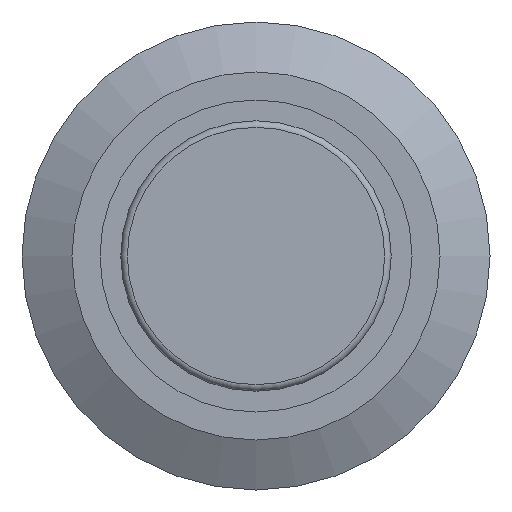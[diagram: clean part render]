
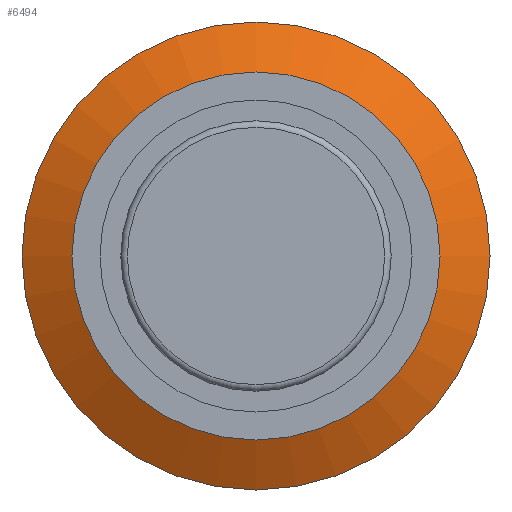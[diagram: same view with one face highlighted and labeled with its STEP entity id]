
A CAD part, left-side view. The second image highlights one B-rep face of the part: STEP entity #6494.
In plain terms, the highlighted conical face has half-angle 62.5 degrees and reference radius 8.04 mm.
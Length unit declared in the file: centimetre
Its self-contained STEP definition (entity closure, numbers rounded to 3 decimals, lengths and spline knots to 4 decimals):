
#26=CONICAL_SURFACE('',#6883,0.804,1.091);
#414=CIRCLE('',#6875,0.9);
#415=CIRCLE('',#6876,0.9);
#418=CIRCLE('',#6881,0.7079);
#768=FACE_OUTER_BOUND('',#1171,.T.);
#1171=EDGE_LOOP('',(#5863,#5864,#5865,#5866,#5867));
#1861=LINE('',#11196,#2539);
#2539=VECTOR('',#8302,0.804);
#3138=VERTEX_POINT('',#11180);
#3139=VERTEX_POINT('',#11181);
#3142=VERTEX_POINT('',#11191);
#4048=EDGE_CURVE('',#3138,#3139,#414,.T.);
#4049=EDGE_CURVE('',#3139,#3138,#415,.T.);
#4053=EDGE_CURVE('',#3142,#3142,#418,.T.);
#4055=EDGE_CURVE('',#3142,#3139,#1861,.T.);
#5863=ORIENTED_EDGE('',*,*,#4053,.F.);
#5864=ORIENTED_EDGE('',*,*,#4055,.T.);
#5865=ORIENTED_EDGE('',*,*,#4048,.F.);
#5866=ORIENTED_EDGE('',*,*,#4049,.F.);
#5867=ORIENTED_EDGE('',*,*,#4055,.F.);
#6494=ADVANCED_FACE('',(#768),#26,.T.);
#6875=AXIS2_PLACEMENT_3D('',#11182,#8283,#8284);
#6876=AXIS2_PLACEMENT_3D('',#11183,#8285,#8286);
#6881=AXIS2_PLACEMENT_3D('',#11192,#8296,#8297);
#6883=AXIS2_PLACEMENT_3D('',#11195,#8300,#8301);
#8283=DIRECTION('center_axis',(1.,0.,0.));
#8284=DIRECTION('ref_axis',(0.,-1.,0.));
#8285=DIRECTION('center_axis',(1.,0.,0.));
#8286=DIRECTION('ref_axis',(0.,-1.,0.));
#8296=DIRECTION('center_axis',(-1.,0.,0.));
#8297=DIRECTION('ref_axis',(0.,0.,1.));
#8300=DIRECTION('center_axis',(1.,0.,0.));
#8301=DIRECTION('ref_axis',(0.,0.,1.));
#8302=DIRECTION('',(0.462,0.,-0.887));
#11180=CARTESIAN_POINT('',(-0.05,0.9,0.));
#11181=CARTESIAN_POINT('',(-0.05,0.,-0.9));
#11182=CARTESIAN_POINT('Origin',(-0.05,0.,0.));
#11183=CARTESIAN_POINT('Origin',(-0.05,0.,0.));
#11191=CARTESIAN_POINT('',(-0.15,0.,-0.7079));
#11192=CARTESIAN_POINT('Origin',(-0.15,0.,0.));
#11195=CARTESIAN_POINT('Origin',(-0.1,0.,0.));
#11196=CARTESIAN_POINT('',(-0.1,0.,-0.804));
